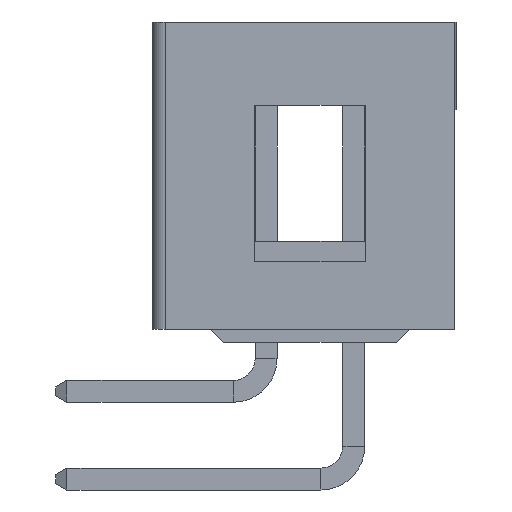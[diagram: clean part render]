
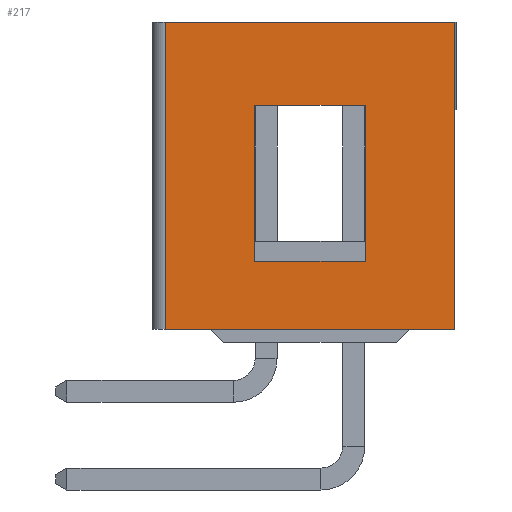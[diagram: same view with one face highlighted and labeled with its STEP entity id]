
A CAD part, left-side view. The second image highlights one B-rep face of the part: STEP entity #217.
In plain terms, the highlighted planar face has unit normal (-1, 0, 0).
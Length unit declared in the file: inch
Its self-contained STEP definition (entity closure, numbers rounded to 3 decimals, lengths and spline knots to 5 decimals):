
#77=FACE_BOUND('',#1865,.T.);
#78=FACE_BOUND('',#1866,.T.);
#217=ADVANCED_FACE('',(#77,#78),#782,.T.);
#782=PLANE('',#9277);
#1865=EDGE_LOOP('',(#2517,#2518,#2519,#2520));
#1866=EDGE_LOOP('',(#2521,#2522,#2523,#2524));
#2517=ORIENTED_EDGE('',*,*,#5734,.F.);
#2518=ORIENTED_EDGE('',*,*,#5735,.T.);
#2519=ORIENTED_EDGE('',*,*,#5736,.T.);
#2520=ORIENTED_EDGE('',*,*,#5737,.F.);
#2521=ORIENTED_EDGE('',*,*,#5708,.T.);
#2522=ORIENTED_EDGE('',*,*,#5722,.T.);
#2523=ORIENTED_EDGE('',*,*,#5738,.F.);
#2524=ORIENTED_EDGE('',*,*,#5739,.T.);
#4982=VERTEX_POINT('',#12422);
#4983=VERTEX_POINT('',#12424);
#4994=VERTEX_POINT('',#12450);
#5001=VERTEX_POINT('',#12471);
#5002=VERTEX_POINT('',#12472);
#5003=VERTEX_POINT('',#12474);
#5004=VERTEX_POINT('',#12476);
#5005=VERTEX_POINT('',#12479);
#5708=EDGE_CURVE('',#4983,#4982,#6957,.T.);
#5722=EDGE_CURVE('',#4982,#4994,#6969,.T.);
#5734=EDGE_CURVE('',#5001,#5002,#6980,.T.);
#5735=EDGE_CURVE('',#5001,#5003,#6981,.T.);
#5736=EDGE_CURVE('',#5003,#5004,#6982,.T.);
#5737=EDGE_CURVE('',#5002,#5004,#6983,.T.);
#5738=EDGE_CURVE('',#5005,#4994,#6984,.T.);
#5739=EDGE_CURVE('',#5005,#4983,#6985,.T.);
#6957=LINE('',#12423,#8120);
#6969=LINE('',#12451,#8132);
#6980=LINE('',#12470,#8143);
#6981=LINE('',#12473,#8144);
#6982=LINE('',#12475,#8145);
#6983=LINE('',#12477,#8146);
#6984=LINE('',#12478,#8147);
#6985=LINE('',#12480,#8148);
#8120=VECTOR('',#9943,1.);
#8132=VECTOR('',#9963,1.);
#8143=VECTOR('',#9978,1.);
#8144=VECTOR('',#9979,1.);
#8145=VECTOR('',#9980,1.);
#8146=VECTOR('',#9981,1.);
#8147=VECTOR('',#9982,1.);
#8148=VECTOR('',#9983,1.);
#9277=AXIS2_PLACEMENT_3D('',#12481,#9984,#9985);
#9943=DIRECTION('',(0.,0.,1.));
#9963=DIRECTION('',(0.,1.,0.));
#9978=DIRECTION('',(0.,-1.,0.));
#9979=DIRECTION('',(0.,0.,1.));
#9980=DIRECTION('',(0.,-1.,0.));
#9981=DIRECTION('',(0.,0.,1.));
#9982=DIRECTION('',(0.,0.,1.));
#9983=DIRECTION('',(0.,-1.,0.));
#9984=DIRECTION('',(-1.,0.,0.));
#9985=DIRECTION('',(0.,0.,1.));
#12422=CARTESIAN_POINT('',(0.,0.,0.35));
#12423=CARTESIAN_POINT('',(0.,0.,0.));
#12424=CARTESIAN_POINT('',(0.,0.,0.));
#12450=CARTESIAN_POINT('',(0.,0.33,0.35));
#12451=CARTESIAN_POINT('',(0.,0.165,0.35));
#12470=CARTESIAN_POINT('',(0.,0.228,0.077));
#12471=CARTESIAN_POINT('',(0.,0.228,0.077));
#12472=CARTESIAN_POINT('',(0.,0.102,0.077));
#12473=CARTESIAN_POINT('',(0.,0.228,0.077));
#12474=CARTESIAN_POINT('',(0.,0.228,0.255));
#12475=CARTESIAN_POINT('',(0.,0.228,0.255));
#12476=CARTESIAN_POINT('',(0.,0.102,0.255));
#12477=CARTESIAN_POINT('',(0.,0.102,0.077));
#12478=CARTESIAN_POINT('',(0.,0.33,0.));
#12479=CARTESIAN_POINT('',(0.,0.33,0.));
#12480=CARTESIAN_POINT('',(0.,0.165,0.));
#12481=CARTESIAN_POINT('',(0.,0.165,0.));
